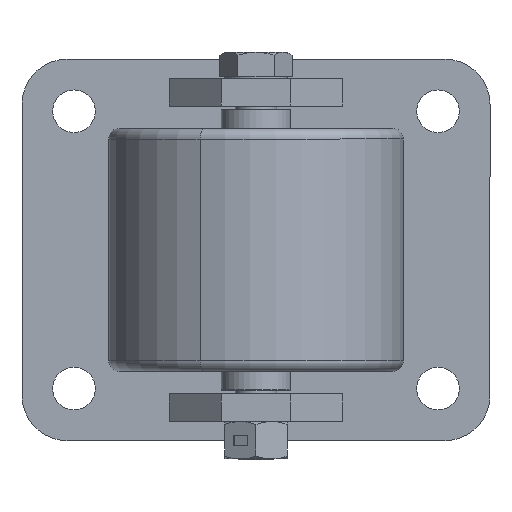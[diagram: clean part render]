
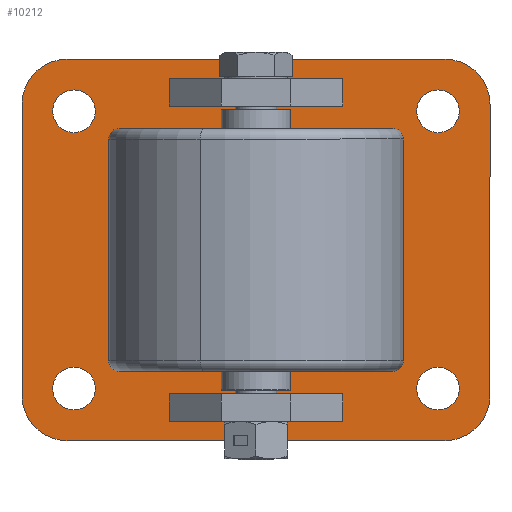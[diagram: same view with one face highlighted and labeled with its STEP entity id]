
A CAD part, front view. The second image highlights one B-rep face of the part: STEP entity #10212.
In plain terms, the highlighted planar face has unit normal (0, -1, 0).
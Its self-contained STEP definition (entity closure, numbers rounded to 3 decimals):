
#24 = CIRCLE ( 'NONE', #2448, 13. ) ;
#50 = DIRECTION ( 'NONE',  ( 0., 0., -1. ) ) ;
#109 = AXIS2_PLACEMENT_3D ( 'NONE', #1667, #5815, #2572 ) ;
#191 = VERTEX_POINT ( 'NONE', #495 ) ;
#196 = EDGE_CURVE ( 'NONE', #1226, #7603, #6991, .T. ) ;
#273 = AXIS2_PLACEMENT_3D ( 'NONE', #3983, #9628, #3080 ) ;
#482 = VERTEX_POINT ( 'NONE', #5026 ) ;
#491 = CARTESIAN_POINT ( 'NONE',  ( -58.65, -8., 40. ) ) ;
#495 = CARTESIAN_POINT ( 'NONE',  ( 67.5, -8., 42. ) ) ;
#622 = ORIENTED_EDGE ( 'NONE', *, *, #196, .T. ) ;
#737 = DIRECTION ( 'NONE',  ( 1., 0., 0. ) ) ;
#835 = VERTEX_POINT ( 'NONE', #7241 ) ;
#836 = EDGE_LOOP ( 'NONE', ( #10486, #622, #8462, #3156, #6302, #10181, #3930, #988 ) ) ;
#930 = ORIENTED_EDGE ( 'NONE', *, *, #2459, .F. ) ;
#988 = ORIENTED_EDGE ( 'NONE', *, *, #10524, .T. ) ;
#1003 = CARTESIAN_POINT ( 'NONE',  ( 46.35, -8., 40. ) ) ;
#1180 = EDGE_CURVE ( 'NONE', #4645, #1304, #9095, .T. ) ;
#1226 = VERTEX_POINT ( 'NONE', #4411 ) ;
#1304 = VERTEX_POINT ( 'NONE', #7757 ) ;
#1308 = CARTESIAN_POINT ( 'NONE',  ( 52.5, -8., -40. ) ) ;
#1448 = DIRECTION ( 'NONE',  ( 0., -1., 0. ) ) ;
#1519 = ORIENTED_EDGE ( 'NONE', *, *, #3482, .F. ) ;
#1566 = EDGE_CURVE ( 'NONE', #5259, #2159, #6741, .T. ) ;
#1603 = DIRECTION ( 'NONE',  ( -1., 0., 0. ) ) ;
#1616 = EDGE_LOOP ( 'NONE', ( #2388, #4546 ) ) ;
#1628 = CARTESIAN_POINT ( 'NONE',  ( -67.5, -8., 42. ) ) ;
#1667 = CARTESIAN_POINT ( 'NONE',  ( -52.5, -8., 40. ) ) ;
#1743 = VECTOR ( 'NONE', #1751, 1000. ) ;
#1751 = DIRECTION ( 'NONE',  ( 1., 0., 0. ) ) ;
#1772 = LINE ( 'NONE', #9213, #8754 ) ;
#1955 = DIRECTION ( 'NONE',  ( 0., -1., 0. ) ) ;
#2042 = AXIS2_PLACEMENT_3D ( 'NONE', #5363, #1448, #8681 ) ;
#2159 = VERTEX_POINT ( 'NONE', #2370 ) ;
#2167 = CARTESIAN_POINT ( 'NONE',  ( 67.5, -8., -42. ) ) ;
#2168 = DIRECTION ( 'NONE',  ( 0., -1., 0. ) ) ;
#2229 = LINE ( 'NONE', #2167, #10569 ) ;
#2370 = CARTESIAN_POINT ( 'NONE',  ( -46.35, -8., -40. ) ) ;
#2385 = EDGE_CURVE ( 'NONE', #482, #4645, #5823, .T. ) ;
#2388 = ORIENTED_EDGE ( 'NONE', *, *, #9292, .F. ) ;
#2448 = AXIS2_PLACEMENT_3D ( 'NONE', #4355, #3442, #6691 ) ;
#2459 = EDGE_CURVE ( 'NONE', #835, #9856, #4780, .T. ) ;
#2572 = DIRECTION ( 'NONE',  ( 1., 0., 0. ) ) ;
#2679 = CIRCLE ( 'NONE', #9173, 13. ) ;
#2767 = CARTESIAN_POINT ( 'NONE',  ( -58.65, -8., -40. ) ) ;
#2879 = CARTESIAN_POINT ( 'NONE',  ( 46.35, -8., -40. ) ) ;
#2986 = CARTESIAN_POINT ( 'NONE',  ( -54.5, -8., -55. ) ) ;
#3074 = AXIS2_PLACEMENT_3D ( 'NONE', #5899, #9143, #1603 ) ;
#3080 = DIRECTION ( 'NONE',  ( 1., 0., 0. ) ) ;
#3156 = ORIENTED_EDGE ( 'NONE', *, *, #2385, .T. ) ;
#3204 = ORIENTED_EDGE ( 'NONE', *, *, #4942, .F. ) ;
#3442 = DIRECTION ( 'NONE',  ( 0., -1., 0. ) ) ;
#3467 = VERTEX_POINT ( 'NONE', #7337 ) ;
#3482 = EDGE_CURVE ( 'NONE', #9856, #835, #8184, .T. ) ;
#3485 = DIRECTION ( 'NONE',  ( -1., 0., 0. ) ) ;
#3505 = DIRECTION ( 'NONE',  ( 0., -1., 0. ) ) ;
#3588 = EDGE_LOOP ( 'NONE', ( #8378, #3204 ) ) ;
#3855 = EDGE_CURVE ( 'NONE', #4735, #4773, #10055, .T. ) ;
#3885 = DIRECTION ( 'NONE',  ( -1., 0., 0. ) ) ;
#3930 = ORIENTED_EDGE ( 'NONE', *, *, #9615, .T. ) ;
#3941 = CIRCLE ( 'NONE', #2042, 6.15 ) ;
#3983 = CARTESIAN_POINT ( 'NONE',  ( 52.5, -8., 40. ) ) ;
#4246 = DIRECTION ( 'NONE',  ( 0., -1., 0. ) ) ;
#4355 = CARTESIAN_POINT ( 'NONE',  ( 54.5, -8., 42. ) ) ;
#4366 = FACE_BOUND ( 'NONE', #3588, .T. ) ;
#4411 = CARTESIAN_POINT ( 'NONE',  ( -54.5, -8., 55. ) ) ;
#4447 = CIRCLE ( 'NONE', #5310, 6.15 ) ;
#4546 = ORIENTED_EDGE ( 'NONE', *, *, #1566, .F. ) ;
#4645 = VERTEX_POINT ( 'NONE', #2986 ) ;
#4669 = EDGE_LOOP ( 'NONE', ( #930, #1519 ) ) ;
#4735 = VERTEX_POINT ( 'NONE', #491 ) ;
#4773 = VERTEX_POINT ( 'NONE', #9821 ) ;
#4780 = CIRCLE ( 'NONE', #10618, 6.15 ) ;
#4942 = EDGE_CURVE ( 'NONE', #7767, #10327, #3941, .T. ) ;
#5026 = CARTESIAN_POINT ( 'NONE',  ( -67.5, -8., -42. ) ) ;
#5066 = FACE_BOUND ( 'NONE', #4669, .T. ) ;
#5092 = DIRECTION ( 'NONE',  ( -1., 0., 0. ) ) ;
#5131 = CARTESIAN_POINT ( 'NONE',  ( 52.5, -8., 40. ) ) ;
#5259 = VERTEX_POINT ( 'NONE', #2767 ) ;
#5310 = AXIS2_PLACEMENT_3D ( 'NONE', #1308, #5462, #7950 ) ;
#5363 = CARTESIAN_POINT ( 'NONE',  ( 52.5, -8., -40. ) ) ;
#5462 = DIRECTION ( 'NONE',  ( 0., -1., 0. ) ) ;
#5510 = DIRECTION ( 'NONE',  ( 0., 0., 1. ) ) ;
#5557 = DIRECTION ( 'NONE',  ( 0., -1., 0. ) ) ;
#5692 = DIRECTION ( 'NONE',  ( 0., -1., 0. ) ) ;
#5815 = DIRECTION ( 'NONE',  ( 0., -1., 0. ) ) ;
#5823 = CIRCLE ( 'NONE', #3074, 13. ) ;
#5899 = CARTESIAN_POINT ( 'NONE',  ( -54.5, -8., -42. ) ) ;
#6105 = DIRECTION ( 'NONE',  ( 1., 0., 0. ) ) ;
#6128 = CARTESIAN_POINT ( 'NONE',  ( -67.5, -8., 42. ) ) ;
#6198 = CARTESIAN_POINT ( 'NONE',  ( -52.5, -8., 40. ) ) ;
#6302 = ORIENTED_EDGE ( 'NONE', *, *, #1180, .T. ) ;
#6691 = DIRECTION ( 'NONE',  ( -1., 0., 0. ) ) ;
#6741 = CIRCLE ( 'NONE', #10514, 6.15 ) ;
#6754 = CARTESIAN_POINT ( 'NONE',  ( -55.5, -8., 42. ) ) ;
#6810 = AXIS2_PLACEMENT_3D ( 'NONE', #6754, #1955, #6967 ) ;
#6944 = EDGE_CURVE ( 'NONE', #10327, #7767, #4447, .T. ) ;
#6967 = DIRECTION ( 'NONE',  ( 1., 0., 0. ) ) ;
#6991 = CIRCLE ( 'NONE', #9717, 13. ) ;
#7139 = CARTESIAN_POINT ( 'NONE',  ( -54.5, -8., 42. ) ) ;
#7166 = VECTOR ( 'NONE', #50, 1000. ) ;
#7176 = DIRECTION ( 'NONE',  ( 1., 0., 0. ) ) ;
#7241 = CARTESIAN_POINT ( 'NONE',  ( 58.65, -8., 40. ) ) ;
#7273 = EDGE_CURVE ( 'NONE', #4773, #4735, #9407, .T. ) ;
#7337 = CARTESIAN_POINT ( 'NONE',  ( 54.5, -8., 55. ) ) ;
#7532 = EDGE_CURVE ( 'NONE', #3467, #1226, #1772, .T. ) ;
#7603 = VERTEX_POINT ( 'NONE', #6128 ) ;
#7668 = FACE_BOUND ( 'NONE', #8963, .T. ) ;
#7757 = CARTESIAN_POINT ( 'NONE',  ( 54.5, -8., -55. ) ) ;
#7767 = VERTEX_POINT ( 'NONE', #2879 ) ;
#7827 = CARTESIAN_POINT ( 'NONE',  ( 58.65, -8., -40. ) ) ;
#7950 = DIRECTION ( 'NONE',  ( 1., 0., 0. ) ) ;
#8107 = DIRECTION ( 'NONE',  ( 1., 0., 0. ) ) ;
#8173 = CARTESIAN_POINT ( 'NONE',  ( -52.5, -8., -40. ) ) ;
#8184 = CIRCLE ( 'NONE', #273, 6.15 ) ;
#8202 = CARTESIAN_POINT ( 'NONE',  ( -55.5, -8., -55. ) ) ;
#8233 = LINE ( 'NONE', #1628, #7166 ) ;
#8378 = ORIENTED_EDGE ( 'NONE', *, *, #6944, .F. ) ;
#8462 = ORIENTED_EDGE ( 'NONE', *, *, #9719, .T. ) ;
#8572 = AXIS2_PLACEMENT_3D ( 'NONE', #6198, #5557, #7176 ) ;
#8681 = DIRECTION ( 'NONE',  ( 1., 0., 0. ) ) ;
#8744 = ORIENTED_EDGE ( 'NONE', *, *, #7273, .F. ) ;
#8754 = VECTOR ( 'NONE', #5092, 1000. ) ;
#8952 = CARTESIAN_POINT ( 'NONE',  ( 67.5, -8., -42. ) ) ;
#8963 = EDGE_LOOP ( 'NONE', ( #8744, #9471 ) ) ;
#9095 = LINE ( 'NONE', #8202, #1743 ) ;
#9143 = DIRECTION ( 'NONE',  ( 0., -1., 0. ) ) ;
#9173 = AXIS2_PLACEMENT_3D ( 'NONE', #10141, #4246, #3485 ) ;
#9189 = FACE_OUTER_BOUND ( 'NONE', #836, .T. ) ;
#9213 = CARTESIAN_POINT ( 'NONE',  ( 55.5, -8., 55. ) ) ;
#9292 = EDGE_CURVE ( 'NONE', #2159, #5259, #9698, .T. ) ;
#9350 = PLANE ( 'NONE',  #6810 ) ;
#9407 = CIRCLE ( 'NONE', #8572, 6.15 ) ;
#9471 = ORIENTED_EDGE ( 'NONE', *, *, #3855, .F. ) ;
#9615 = EDGE_CURVE ( 'NONE', #10557, #191, #2229, .T. ) ;
#9628 = DIRECTION ( 'NONE',  ( 0., -1., 0. ) ) ;
#9671 = DIRECTION ( 'NONE',  ( 0., -1., 0. ) ) ;
#9698 = CIRCLE ( 'NONE', #10017, 6.15 ) ;
#9717 = AXIS2_PLACEMENT_3D ( 'NONE', #7139, #2168, #3885 ) ;
#9719 = EDGE_CURVE ( 'NONE', #7603, #482, #8233, .T. ) ;
#9821 = CARTESIAN_POINT ( 'NONE',  ( -46.35, -8., 40. ) ) ;
#9848 = EDGE_CURVE ( 'NONE', #1304, #10557, #2679, .T. ) ;
#9856 = VERTEX_POINT ( 'NONE', #1003 ) ;
#9999 = FACE_BOUND ( 'NONE', #1616, .T. ) ;
#10017 = AXIS2_PLACEMENT_3D ( 'NONE', #10615, #5692, #8107 ) ;
#10055 = CIRCLE ( 'NONE', #109, 6.15 ) ;
#10141 = CARTESIAN_POINT ( 'NONE',  ( 54.5, -8., -42. ) ) ;
#10181 = ORIENTED_EDGE ( 'NONE', *, *, #9848, .T. ) ;
#10212 = ADVANCED_FACE ( 'NONE', ( #9999, #7668, #4366, #5066, #9189 ), #9350, .T. ) ;
#10327 = VERTEX_POINT ( 'NONE', #7827 ) ;
#10486 = ORIENTED_EDGE ( 'NONE', *, *, #7532, .T. ) ;
#10514 = AXIS2_PLACEMENT_3D ( 'NONE', #8173, #9671, #737 ) ;
#10524 = EDGE_CURVE ( 'NONE', #191, #3467, #24, .T. ) ;
#10557 = VERTEX_POINT ( 'NONE', #8952 ) ;
#10569 = VECTOR ( 'NONE', #5510, 1000. ) ;
#10615 = CARTESIAN_POINT ( 'NONE',  ( -52.5, -8., -40. ) ) ;
#10618 = AXIS2_PLACEMENT_3D ( 'NONE', #5131, #3505, #6105 ) ;
